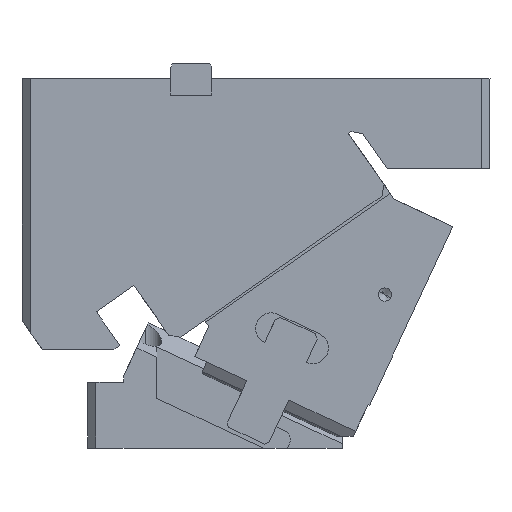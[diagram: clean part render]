
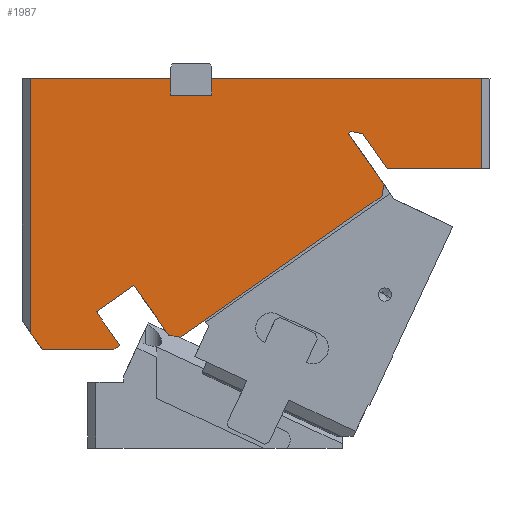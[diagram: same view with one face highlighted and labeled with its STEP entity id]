
A CAD part, front view. The second image highlights one B-rep face of the part: STEP entity #1987.
In plain terms, the highlighted planar face has unit normal (0, -1, 0).
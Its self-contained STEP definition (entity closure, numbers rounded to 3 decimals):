
#552=CARTESIAN_POINT('Vertex',(-51.32,-42.5,111.647)) ;
#678=CARTESIAN_POINT('Vertex',(-49.681,-42.5,112.794)) ;
#681=CARTESIAN_POINT('Line Origine',(-50.5,-42.5,112.221)) ;
#1261=CARTESIAN_POINT('Line Origine',(-40.422,-42.5,96.083)) ;
#1265=CARTESIAN_POINT('Vertex',(-29.524,-42.5,80.519)) ;
#1820=CARTESIAN_POINT('Vertex',(-42.718,-42.5,111.566)) ;
#1823=CARTESIAN_POINT('Line Origine',(-46.2,-42.5,112.18)) ;
#1835=CARTESIAN_POINT('Axis2P3D Location',(-250.,-42.5,144.999)) ;
#1840=CARTESIAN_POINT('Line Origine',(-241.238,-42.5,-14.628)) ;
#1844=CARTESIAN_POINT('Vertex',(-237.475,-42.5,-20.001)) ;
#1846=CARTESIAN_POINT('Vertex',(-245.,-42.5,-9.255)) ;
#1849=CARTESIAN_POINT('Line Origine',(-215.739,-42.5,-20.001)) ;
#1853=CARTESIAN_POINT('Vertex',(-194.003,-42.5,-20.001)) ;
#1856=CARTESIAN_POINT('Line Origine',(-192.205,-42.5,-18.742)) ;
#1860=CARTESIAN_POINT('Vertex',(-190.407,-42.5,-17.483)) ;
#1863=CARTESIAN_POINT('Line Origine',(-197.577,-42.5,-7.244)) ;
#1867=CARTESIAN_POINT('Vertex',(-204.747,-42.5,2.995)) ;
#1870=CARTESIAN_POINT('Line Origine',(-193.279,-42.5,11.026)) ;
#1874=CARTESIAN_POINT('Vertex',(-181.81,-42.5,19.056)) ;
#1877=CARTESIAN_POINT('Line Origine',(-171.199,-42.5,3.901)) ;
#1881=CARTESIAN_POINT('Vertex',(-160.588,-42.5,-11.253)) ;
#1884=CARTESIAN_POINT('Line Origine',(-157.106,-42.5,-11.867)) ;
#1888=CARTESIAN_POINT('Vertex',(-153.624,-42.5,-12.481)) ;
#1891=CARTESIAN_POINT('Line Origine',(-92.188,-42.5,30.537)) ;
#1895=CARTESIAN_POINT('Vertex',(-30.752,-42.5,73.556)) ;
#1898=CARTESIAN_POINT('Line Origine',(-30.138,-42.5,77.037)) ;
#1903=CARTESIAN_POINT('Line Origine',(-35.167,-42.5,100.783)) ;
#1907=CARTESIAN_POINT('Vertex',(-27.616,-42.5,89.999)) ;
#1910=CARTESIAN_POINT('Line Origine',(1.192,-42.5,89.999)) ;
#1914=CARTESIAN_POINT('Vertex',(30.,-42.5,89.999)) ;
#1917=CARTESIAN_POINT('Line Origine',(30.,-42.5,117.499)) ;
#1921=CARTESIAN_POINT('Vertex',(30.,-42.5,144.999)) ;
#1924=CARTESIAN_POINT('Line Origine',(-52.25,-42.5,144.999)) ;
#1928=CARTESIAN_POINT('Vertex',(-134.5,-42.5,144.999)) ;
#1931=CARTESIAN_POINT('Line Origine',(-134.5,-42.5,139.999)) ;
#1935=CARTESIAN_POINT('Vertex',(-134.5,-42.5,134.999)) ;
#1938=CARTESIAN_POINT('Line Origine',(-147.,-42.5,134.999)) ;
#1942=CARTESIAN_POINT('Vertex',(-159.5,-42.5,134.999)) ;
#1945=CARTESIAN_POINT('Line Origine',(-159.5,-42.5,139.999)) ;
#1949=CARTESIAN_POINT('Vertex',(-159.5,-42.5,144.999)) ;
#1952=CARTESIAN_POINT('Line Origine',(-202.25,-42.5,144.999)) ;
#1956=CARTESIAN_POINT('Vertex',(-245.,-42.5,144.999)) ;
#1959=CARTESIAN_POINT('Line Origine',(-245.,-42.5,67.872)) ;
#682=DIRECTION('Vector Direction',(0.819,0.,0.574)) ;
#1262=DIRECTION('Vector Direction',(-0.574,0.,0.819)) ;
#1824=DIRECTION('Vector Direction',(0.985,0.,-0.174)) ;
#1836=DIRECTION('Axis2P3D Direction',(0.,-1.,0.)) ;
#1837=DIRECTION('Axis2P3D XDirection',(1.,0.,0.)) ;
#1841=DIRECTION('Vector Direction',(-0.574,0.,0.819)) ;
#1850=DIRECTION('Vector Direction',(1.,0.,0.)) ;
#1857=DIRECTION('Vector Direction',(-0.819,0.,-0.574)) ;
#1864=DIRECTION('Vector Direction',(0.574,0.,-0.819)) ;
#1871=DIRECTION('Vector Direction',(0.819,0.,0.574)) ;
#1878=DIRECTION('Vector Direction',(-0.574,0.,0.819)) ;
#1885=DIRECTION('Vector Direction',(0.985,0.,-0.174)) ;
#1892=DIRECTION('Vector Direction',(-0.819,0.,-0.574)) ;
#1899=DIRECTION('Vector Direction',(-0.174,0.,-0.985)) ;
#1904=DIRECTION('Vector Direction',(0.574,0.,-0.819)) ;
#1911=DIRECTION('Vector Direction',(1.,0.,0.)) ;
#1918=DIRECTION('Vector Direction',(0.,0.,1.)) ;
#1925=DIRECTION('Vector Direction',(-1.,0.,0.)) ;
#1932=DIRECTION('Vector Direction',(0.,0.,1.)) ;
#1939=DIRECTION('Vector Direction',(1.,0.,0.)) ;
#1946=DIRECTION('Vector Direction',(0.,0.,1.)) ;
#1953=DIRECTION('Vector Direction',(-1.,0.,0.)) ;
#1960=DIRECTION('Vector Direction',(0.,0.,-1.)) ;
#1838=AXIS2_PLACEMENT_3D('Plane Axis2P3D',#1835,#1836,#1837) ;
#1965=ORIENTED_EDGE('',*,*,#1848,.F.) ;
#1966=ORIENTED_EDGE('',*,*,#1855,.T.) ;
#1967=ORIENTED_EDGE('',*,*,#1862,.F.) ;
#1968=ORIENTED_EDGE('',*,*,#1869,.F.) ;
#1969=ORIENTED_EDGE('',*,*,#1876,.T.) ;
#1970=ORIENTED_EDGE('',*,*,#1883,.F.) ;
#1971=ORIENTED_EDGE('',*,*,#1890,.T.) ;
#1972=ORIENTED_EDGE('',*,*,#1897,.F.) ;
#1973=ORIENTED_EDGE('',*,*,#1902,.F.) ;
#1974=ORIENTED_EDGE('',*,*,#1267,.T.) ;
#1975=ORIENTED_EDGE('',*,*,#685,.T.) ;
#1976=ORIENTED_EDGE('',*,*,#1827,.T.) ;
#1977=ORIENTED_EDGE('',*,*,#1909,.T.) ;
#1978=ORIENTED_EDGE('',*,*,#1916,.T.) ;
#1979=ORIENTED_EDGE('',*,*,#1923,.T.) ;
#1980=ORIENTED_EDGE('',*,*,#1930,.T.) ;
#1981=ORIENTED_EDGE('',*,*,#1937,.F.) ;
#1982=ORIENTED_EDGE('',*,*,#1944,.F.) ;
#1983=ORIENTED_EDGE('',*,*,#1951,.T.) ;
#1984=ORIENTED_EDGE('',*,*,#1958,.T.) ;
#1985=ORIENTED_EDGE('',*,*,#1963,.T.) ;
#683=VECTOR('Line Direction',#682,1.) ;
#1263=VECTOR('Line Direction',#1262,1.) ;
#1825=VECTOR('Line Direction',#1824,1.) ;
#1842=VECTOR('Line Direction',#1841,1.) ;
#1851=VECTOR('Line Direction',#1850,1.) ;
#1858=VECTOR('Line Direction',#1857,1.) ;
#1865=VECTOR('Line Direction',#1864,1.) ;
#1872=VECTOR('Line Direction',#1871,1.) ;
#1879=VECTOR('Line Direction',#1878,1.) ;
#1886=VECTOR('Line Direction',#1885,1.) ;
#1893=VECTOR('Line Direction',#1892,1.) ;
#1900=VECTOR('Line Direction',#1899,1.) ;
#1905=VECTOR('Line Direction',#1904,1.) ;
#1912=VECTOR('Line Direction',#1911,1.) ;
#1919=VECTOR('Line Direction',#1918,1.) ;
#1926=VECTOR('Line Direction',#1925,1.) ;
#1933=VECTOR('Line Direction',#1932,1.) ;
#1940=VECTOR('Line Direction',#1939,1.) ;
#1947=VECTOR('Line Direction',#1946,1.) ;
#1954=VECTOR('Line Direction',#1953,1.) ;
#1961=VECTOR('Line Direction',#1960,1.) ;
#1987=ADVANCED_FACE('CAM HOLDER',(#1986),#1839,.T.) ;
#685=EDGE_CURVE('',#553,#679,#684,.T.) ;
#1267=EDGE_CURVE('',#1266,#553,#1264,.T.) ;
#1827=EDGE_CURVE('',#679,#1821,#1826,.T.) ;
#1848=EDGE_CURVE('',#1845,#1847,#1843,.T.) ;
#1855=EDGE_CURVE('',#1845,#1854,#1852,.T.) ;
#1862=EDGE_CURVE('',#1861,#1854,#1859,.T.) ;
#1869=EDGE_CURVE('',#1868,#1861,#1866,.T.) ;
#1876=EDGE_CURVE('',#1868,#1875,#1873,.T.) ;
#1883=EDGE_CURVE('',#1882,#1875,#1880,.T.) ;
#1890=EDGE_CURVE('',#1882,#1889,#1887,.T.) ;
#1897=EDGE_CURVE('',#1896,#1889,#1894,.T.) ;
#1902=EDGE_CURVE('',#1266,#1896,#1901,.T.) ;
#1909=EDGE_CURVE('',#1821,#1908,#1906,.T.) ;
#1916=EDGE_CURVE('',#1908,#1915,#1913,.T.) ;
#1923=EDGE_CURVE('',#1915,#1922,#1920,.T.) ;
#1930=EDGE_CURVE('',#1922,#1929,#1927,.T.) ;
#1937=EDGE_CURVE('',#1936,#1929,#1934,.T.) ;
#1944=EDGE_CURVE('',#1943,#1936,#1941,.T.) ;
#1951=EDGE_CURVE('',#1943,#1950,#1948,.T.) ;
#1958=EDGE_CURVE('',#1950,#1957,#1955,.T.) ;
#1963=EDGE_CURVE('',#1957,#1847,#1962,.T.) ;
#1964=EDGE_LOOP('',(#1965,#1966,#1967,#1968,#1969,#1970,#1971,#1972,#1973,#1974,#1975,#1976,#1977,#1978,#1979,#1980,#1981,#1982,#1983,#1984,#1985)) ;
#1986=FACE_OUTER_BOUND('',#1964,.T.) ;
#684=LINE('Line',#681,#683) ;
#1264=LINE('Line',#1261,#1263) ;
#1826=LINE('Line',#1823,#1825) ;
#1843=LINE('Line',#1840,#1842) ;
#1852=LINE('Line',#1849,#1851) ;
#1859=LINE('Line',#1856,#1858) ;
#1866=LINE('Line',#1863,#1865) ;
#1873=LINE('Line',#1870,#1872) ;
#1880=LINE('Line',#1877,#1879) ;
#1887=LINE('Line',#1884,#1886) ;
#1894=LINE('Line',#1891,#1893) ;
#1901=LINE('Line',#1898,#1900) ;
#1906=LINE('Line',#1903,#1905) ;
#1913=LINE('Line',#1910,#1912) ;
#1920=LINE('Line',#1917,#1919) ;
#1927=LINE('Line',#1924,#1926) ;
#1934=LINE('Line',#1931,#1933) ;
#1941=LINE('Line',#1938,#1940) ;
#1948=LINE('Line',#1945,#1947) ;
#1955=LINE('Line',#1952,#1954) ;
#1962=LINE('Line',#1959,#1961) ;
#1839=PLANE('Plane',#1838) ;
#553=VERTEX_POINT('',#552) ;
#679=VERTEX_POINT('',#678) ;
#1266=VERTEX_POINT('',#1265) ;
#1821=VERTEX_POINT('',#1820) ;
#1845=VERTEX_POINT('',#1844) ;
#1847=VERTEX_POINT('',#1846) ;
#1854=VERTEX_POINT('',#1853) ;
#1861=VERTEX_POINT('',#1860) ;
#1868=VERTEX_POINT('',#1867) ;
#1875=VERTEX_POINT('',#1874) ;
#1882=VERTEX_POINT('',#1881) ;
#1889=VERTEX_POINT('',#1888) ;
#1896=VERTEX_POINT('',#1895) ;
#1908=VERTEX_POINT('',#1907) ;
#1915=VERTEX_POINT('',#1914) ;
#1922=VERTEX_POINT('',#1921) ;
#1929=VERTEX_POINT('',#1928) ;
#1936=VERTEX_POINT('',#1935) ;
#1943=VERTEX_POINT('',#1942) ;
#1950=VERTEX_POINT('',#1949) ;
#1957=VERTEX_POINT('',#1956) ;
